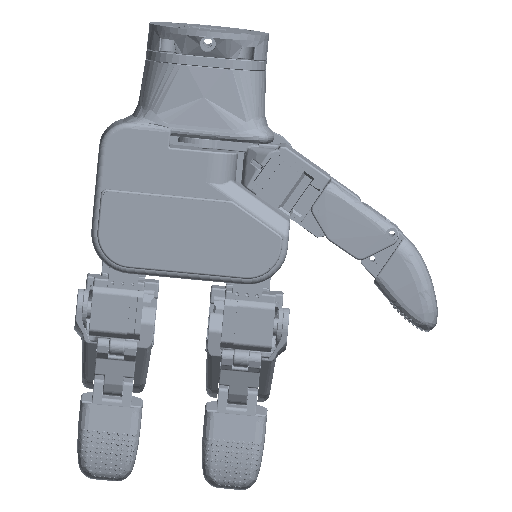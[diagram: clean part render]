
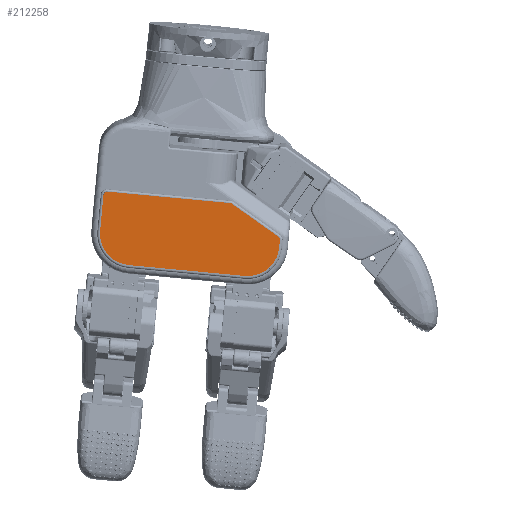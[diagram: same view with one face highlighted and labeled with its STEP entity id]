
A CAD part, front view. The second image highlights one B-rep face of the part: STEP entity #212258.
In plain terms, the highlighted planar face has unit normal (-0.002, -0.999, -0.051).
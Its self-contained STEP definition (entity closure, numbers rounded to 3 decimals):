
#643 = EDGE_CURVE ( 'NONE', #147016, #242259, #15073, .T. ) ;
#3927 = DIRECTION ( 'NONE',  ( -0.002, -0.999, -0.051 ) ) ;
#6385 = DIRECTION ( 'NONE',  ( 0.093, -0.051, 0.994 ) ) ;
#10709 = CARTESIAN_POINT ( 'NONE',  ( 7.324, -20.278, -76.779 ) ) ;
#10877 = VERTEX_POINT ( 'NONE', #79725 ) ;
#12904 = CARTESIAN_POINT ( 'NONE',  ( 10.85, -21.271, -57.348 ) ) ;
#15073 = LINE ( 'NONE', #74737, #97357 ) ;
#15316 = ORIENTED_EDGE ( 'NONE', *, *, #139457, .F. ) ;
#15647 = LINE ( 'NONE', #167968, #43061 ) ;
#18397 = ORIENTED_EDGE ( 'NONE', *, *, #112232, .F. ) ;
#23445 = DIRECTION ( 'NONE',  ( 0.002, 0.999, 0.051 ) ) ;
#27003 = CIRCLE ( 'NONE', #102057, 15.7 ) ;
#29957 = AXIS2_PLACEMENT_3D ( 'NONE', #252208, #213172, #174976 ) ;
#31909 = ORIENTED_EDGE ( 'NONE', *, *, #246260, .F. ) ;
#34839 = ORIENTED_EDGE ( 'NONE', *, *, #182907, .F. ) ;
#36943 = DIRECTION ( 'NONE',  ( 0.002, 0.999, 0.051 ) ) ;
#38820 = CARTESIAN_POINT ( 'NONE',  ( 79.243, -19.309, -99.249 ) ) ;
#43061 = VECTOR ( 'NONE', #51506, 1000. ) ;
#43325 = DIRECTION ( 'NONE',  ( 0.002, 0.999, 0.051 ) ) ;
#48703 = CIRCLE ( 'NONE', #216791, 1.7 ) ;
#51469 = CARTESIAN_POINT ( 'NONE',  ( 7.324, -20.278, -76.779 ) ) ;
#51506 = DIRECTION ( 'NONE',  ( -0.093, 0.051, -0.994 ) ) ;
#52416 = VERTEX_POINT ( 'NONE', #234611 ) ;
#61268 = VERTEX_POINT ( 'NONE', #208054 ) ;
#63044 = VERTEX_POINT ( 'NONE', #51469 ) ;
#63428 = CARTESIAN_POINT ( 'NONE',  ( 94.998, -20.264, -81.146 ) ) ;
#67379 = CARTESIAN_POINT ( 'NONE',  ( 96.691, -20.26, -81.304 ) ) ;
#67896 = ORIENTED_EDGE ( 'NONE', *, *, #213441, .F. ) ;
#74082 = ORIENTED_EDGE ( 'NONE', *, *, #167003, .F. ) ;
#74737 = CARTESIAN_POINT ( 'NONE',  ( 10.85, -21.271, -57.348 ) ) ;
#76786 = CARTESIAN_POINT ( 'NONE',  ( 72.841, -21.112, -63.371 ) ) ;
#79546 = DIRECTION ( 'NONE',  ( 0.816, 0.027, -0.578 ) ) ;
#79725 = CARTESIAN_POINT ( 'NONE',  ( 8.999, -21.189, -58.88 ) ) ;
#82840 = AXIS2_PLACEMENT_3D ( 'NONE', #208485, #92109, #227977 ) ;
#83603 = CIRCLE ( 'NONE', #29957, 15.7 ) ;
#85105 = FACE_OUTER_BOUND ( 'NONE', #118939, .T. ) ;
#92109 = DIRECTION ( 'NONE',  ( 0.002, 0.999, 0.051 ) ) ;
#94319 = DIRECTION ( 'NONE',  ( 0.996, 0.002, -0.093 ) ) ;
#97249 = VECTOR ( 'NONE', #117059, 1000. ) ;
#97357 = VECTOR ( 'NONE', #94319, 1000. ) ;
#100884 = CARTESIAN_POINT ( 'NONE',  ( 10.692, -21.185, -59.039 ) ) ;
#102057 = AXIS2_PLACEMENT_3D ( 'NONE', #210345, #36943, #153440 ) ;
#105653 = VECTOR ( 'NONE', #79546, 1000. ) ;
#109367 = DIRECTION ( 'NONE',  ( 0.093, -0.051, 0.994 ) ) ;
#112232 = EDGE_CURVE ( 'NONE', #112777, #61268, #15647, .T. ) ;
#112777 = VERTEX_POINT ( 'NONE', #67379 ) ;
#117059 = DIRECTION ( 'NONE',  ( -0.996, -0.002, 0.093 ) ) ;
#118939 = EDGE_LOOP ( 'NONE', ( #15316, #34839, #180161, #74082, #158843, #31909, #225969, #67896, #18397, #211378 ) ) ;
#119140 = LINE ( 'NONE', #10709, #231690 ) ;
#135565 = VERTEX_POINT ( 'NONE', #224817 ) ;
#139453 = CIRCLE ( 'NONE', #231995, 1.7 ) ;
#139457 = EDGE_CURVE ( 'NONE', #216395, #135565, #233314, .T. ) ;
#144028 = CIRCLE ( 'NONE', #82840, 1.7 ) ;
#144396 = CARTESIAN_POINT ( 'NONE',  ( 71.858, -21.04, -64.756 ) ) ;
#146284 = EDGE_CURVE ( 'NONE', #63044, #10877, #119140, .T. ) ;
#147016 = VERTEX_POINT ( 'NONE', #12904 ) ;
#148556 = CARTESIAN_POINT ( 'NONE',  ( 72.016, -21.126, -63.065 ) ) ;
#153440 = DIRECTION ( 'NONE',  ( 0.093, -0.051, 0.994 ) ) ;
#158843 = ORIENTED_EDGE ( 'NONE', *, *, #146284, .F. ) ;
#160262 = CARTESIAN_POINT ( 'NONE',  ( 72.841, -21.112, -63.371 ) ) ;
#162491 = CARTESIAN_POINT ( 'NONE',  ( 21.495, -19.446, -93.852 ) ) ;
#163041 = EDGE_CURVE ( 'NONE', #135565, #112777, #144028, .T. ) ;
#164122 = LINE ( 'NONE', #38820, #97249 ) ;
#167003 = EDGE_CURVE ( 'NONE', #10877, #147016, #48703, .T. ) ;
#167968 = CARTESIAN_POINT ( 'NONE',  ( 96.691, -20.26, -81.304 ) ) ;
#174976 = DIRECTION ( 'NONE',  ( 0.093, -0.051, 0.994 ) ) ;
#179296 = DIRECTION ( 'NONE',  ( 0.093, -0.051, 0.994 ) ) ;
#180161 = ORIENTED_EDGE ( 'NONE', *, *, #643, .F. ) ;
#182907 = EDGE_CURVE ( 'NONE', #242259, #216395, #139453, .T. ) ;
#208054 = CARTESIAN_POINT ( 'NONE',  ( 96.336, -20.066, -85.099 ) ) ;
#208485 = CARTESIAN_POINT ( 'NONE',  ( 94.998, -20.264, -81.146 ) ) ;
#210345 = CARTESIAN_POINT ( 'NONE',  ( 80.704, -20.103, -83.638 ) ) ;
#211378 = ORIENTED_EDGE ( 'NONE', *, *, #163041, .F. ) ;
#212160 = EDGE_CURVE ( 'NONE', #52416, #247544, #164122, .T. ) ;
#212258 = ADVANCED_FACE ( 'NONE', ( #85105 ), #218079, .T. ) ;
#212592 = AXIS2_PLACEMENT_3D ( 'NONE', #63428, #3927, #6385 ) ;
#213172 = DIRECTION ( 'NONE',  ( 0.002, 0.999, 0.051 ) ) ;
#213441 = EDGE_CURVE ( 'NONE', #61268, #52416, #27003, .T. ) ;
#216395 = VERTEX_POINT ( 'NONE', #76786 ) ;
#216791 = AXIS2_PLACEMENT_3D ( 'NONE', #100884, #23445, #236751 ) ;
#218079 = PLANE ( 'NONE',  #212592 ) ;
#224817 = CARTESIAN_POINT ( 'NONE',  ( 95.981, -20.336, -79.761 ) ) ;
#225969 = ORIENTED_EDGE ( 'NONE', *, *, #212160, .F. ) ;
#227977 = DIRECTION ( 'NONE',  ( 0.093, -0.051, 0.994 ) ) ;
#231690 = VECTOR ( 'NONE', #109367, 1000. ) ;
#231995 = AXIS2_PLACEMENT_3D ( 'NONE', #144396, #43325, #179296 ) ;
#233314 = LINE ( 'NONE', #160262, #105653 ) ;
#234611 = CARTESIAN_POINT ( 'NONE',  ( 79.243, -19.309, -99.249 ) ) ;
#236751 = DIRECTION ( 'NONE',  ( 0.093, -0.051, 0.994 ) ) ;
#242259 = VERTEX_POINT ( 'NONE', #148556 ) ;
#246260 = EDGE_CURVE ( 'NONE', #247544, #63044, #83603, .T. ) ;
#247544 = VERTEX_POINT ( 'NONE', #162491 ) ;
#252208 = CARTESIAN_POINT ( 'NONE',  ( 22.956, -20.24, -78.24 ) ) ;
